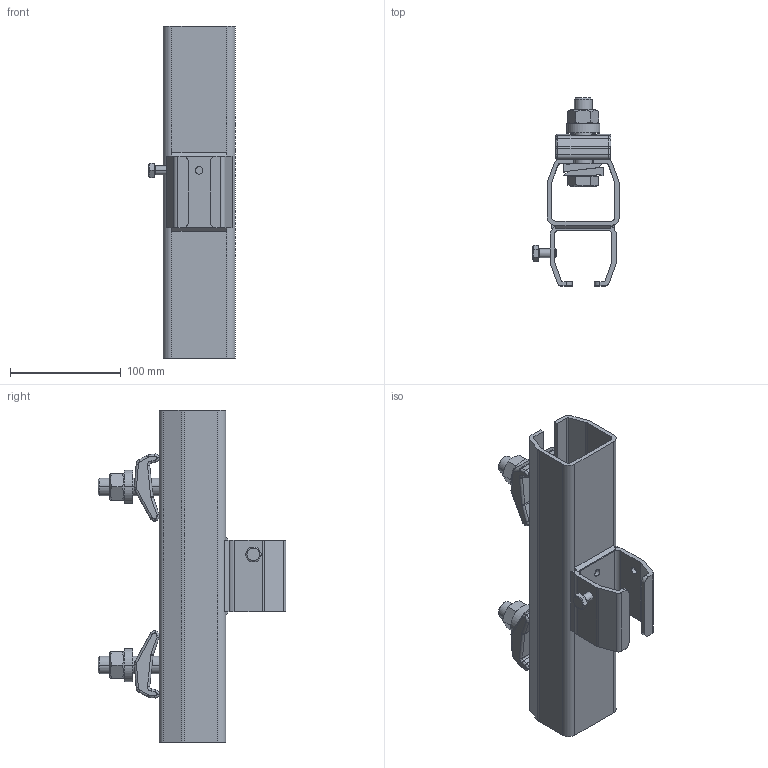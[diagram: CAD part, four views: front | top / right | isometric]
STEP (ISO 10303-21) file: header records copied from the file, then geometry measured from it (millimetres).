
FILE_DESCRIPTION (( 'STEP AP214' ), '1' );
FILE_NAME ('0041943.step', '2023-03-10T13:33:43', ( '' ), ( '' ), 'SwSTEP 2.0', 'SolidWorks 2020', '' );
FILE_SCHEMA (( 'AUTOMOTIVE_DESIGN' ));
Length unit declared in the file: millimetre
Products named in the file (1): 0041943
Bounding box: 78.05 x 169.83 x 300 mm (x, y, z)
Volume: 415071.5 mm3; surface area: 198874.1 mm2
Topology: 19 solids, 19 shells, 380 faces, 910 edges, 570 vertices
Faces by surface type: plane 152, cylinder 128, bspline 60, cone 28, torus 12
Entity records: 23577 total; most frequent: CARTESIAN_POINT 10699, ORIENTED_EDGE 1820, DIRECTION 1664, EDGE_CURVE 910, AXIS2_PLACEMENT_3D 611, VERTEX_POINT 570, VECTOR 442, LINE 442
